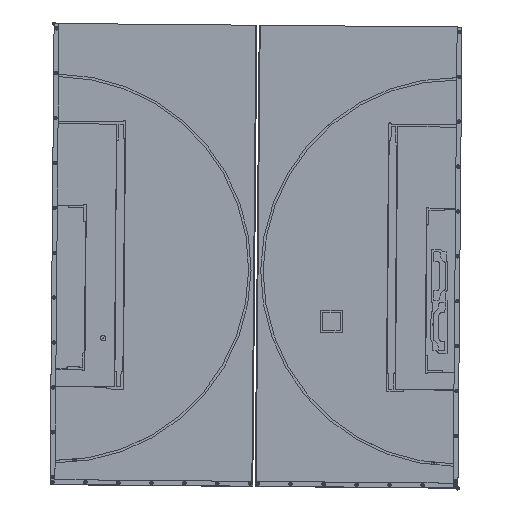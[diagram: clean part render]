
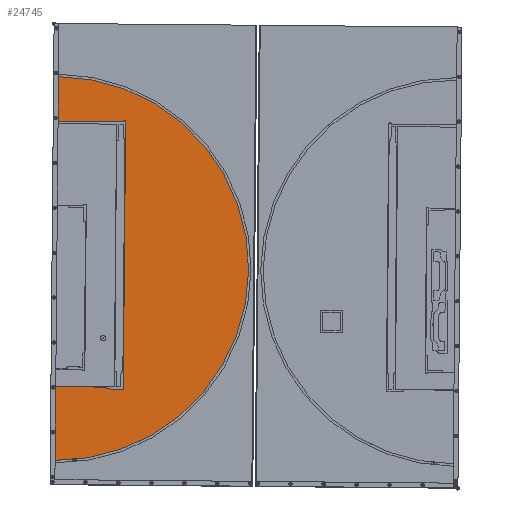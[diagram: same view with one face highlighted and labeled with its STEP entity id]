
A CAD part, top view. The second image highlights one B-rep face of the part: STEP entity #24745.
In plain terms, the highlighted planar face has unit normal (0, 0, 1).
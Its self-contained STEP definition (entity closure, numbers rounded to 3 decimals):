
#1711=LINE('',#43139,#3949);
#1714=LINE('',#43145,#3952);
#1718=LINE('',#43157,#3956);
#1722=LINE('',#43169,#3960);
#1726=LINE('',#43181,#3964);
#1729=LINE('',#43186,#3967);
#3949=VECTOR('',#32212,0.394);
#3952=VECTOR('',#32217,0.394);
#3956=VECTOR('',#32229,0.394);
#3960=VECTOR('',#32241,0.394);
#3964=VECTOR('',#32253,0.394);
#3967=VECTOR('',#32258,0.394);
#6885=FACE_OUTER_BOUND('',#8465,.T.);
#8465=EDGE_LOOP('',(#19473,#19474,#19475,#19476,#19477,#19478,#19479,#19480,
#19481,#19482));
#9885=CIRCLE('',#27291,39.75);
#9887=CIRCLE('',#27296,0.25);
#9889=CIRCLE('',#27300,0.25);
#9891=CIRCLE('',#27304,0.25);
#11471=VERTEX_POINT('',#43129);
#11472=VERTEX_POINT('',#43130);
#11475=VERTEX_POINT('',#43138);
#11477=VERTEX_POINT('',#43144);
#11479=VERTEX_POINT('',#43150);
#11481=VERTEX_POINT('',#43156);
#11483=VERTEX_POINT('',#43162);
#11485=VERTEX_POINT('',#43168);
#11487=VERTEX_POINT('',#43174);
#11489=VERTEX_POINT('',#43180);
#14345=EDGE_CURVE('',#11471,#11472,#9885,.T.);
#14349=EDGE_CURVE('',#11475,#11472,#1711,.T.);
#14352=EDGE_CURVE('',#11475,#11477,#1714,.T.);
#14355=EDGE_CURVE('',#11479,#11477,#9887,.T.);
#14358=EDGE_CURVE('',#11479,#11481,#1718,.T.);
#14361=EDGE_CURVE('',#11483,#11481,#9889,.T.);
#14364=EDGE_CURVE('',#11483,#11485,#1722,.T.);
#14367=EDGE_CURVE('',#11487,#11485,#9891,.T.);
#14370=EDGE_CURVE('',#11489,#11487,#1726,.T.);
#14373=EDGE_CURVE('',#11471,#11489,#1729,.T.);
#19473=ORIENTED_EDGE('',*,*,#14373,.F.);
#19474=ORIENTED_EDGE('',*,*,#14345,.T.);
#19475=ORIENTED_EDGE('',*,*,#14349,.F.);
#19476=ORIENTED_EDGE('',*,*,#14352,.T.);
#19477=ORIENTED_EDGE('',*,*,#14355,.F.);
#19478=ORIENTED_EDGE('',*,*,#14358,.T.);
#19479=ORIENTED_EDGE('',*,*,#14361,.F.);
#19480=ORIENTED_EDGE('',*,*,#14364,.T.);
#19481=ORIENTED_EDGE('',*,*,#14367,.F.);
#19482=ORIENTED_EDGE('',*,*,#14370,.F.);
#23708=PLANE('',#27308);
#24745=ADVANCED_FACE('',(#6885),#23708,.T.);
#27291=AXIS2_PLACEMENT_3D('',#43131,#32204,#32205);
#27296=AXIS2_PLACEMENT_3D('',#43151,#32222,#32223);
#27300=AXIS2_PLACEMENT_3D('',#43163,#32234,#32235);
#27304=AXIS2_PLACEMENT_3D('',#43175,#32246,#32247);
#27308=AXIS2_PLACEMENT_3D('',#43188,#32260,#32261);
#32204=DIRECTION('center_axis',(0.,0.,
1.));
#32205=DIRECTION('ref_axis',(-0.009,-1.,0.));
#32212=DIRECTION('',(0.009,1.,0.));
#32217=DIRECTION('',(1.,-0.009,0.));
#32222=DIRECTION('center_axis',(0.,0.,
1.));
#32223=DIRECTION('ref_axis',(1.,-0.009,0.));
#32229=DIRECTION('',(-0.009,-1.,0.));
#32234=DIRECTION('center_axis',(0.,0.,
1.));
#32235=DIRECTION('ref_axis',(-0.009,-1.,0.));
#32241=DIRECTION('',(-1.,0.009,0.));
#32246=DIRECTION('center_axis',(0.,0.,
1.));
#32247=DIRECTION('ref_axis',(0.009,1.,0.));
#32253=DIRECTION('',(1.,-0.009,0.));
#32258=DIRECTION('',(0.009,1.,0.));
#32260=DIRECTION('center_axis',(0.,0.,
1.));
#32261=DIRECTION('ref_axis',(-1.,0.009,0.));
#43129=CARTESIAN_POINT('',(41.629,41.016,21.704));
#43130=CARTESIAN_POINT('',(42.329,120.513,21.704));
#43131=CARTESIAN_POINT('Origin',(41.979,80.765,21.704));
#43138=CARTESIAN_POINT('',(42.248,111.263,21.704));
#43139=CARTESIAN_POINT('',(41.594,37.016,21.704));
#43144=CARTESIAN_POINT('',(55.747,111.144,21.704));
#43145=CARTESIAN_POINT('',(42.248,111.263,21.704));
#43150=CARTESIAN_POINT('',(56.247,111.14,21.704));
#43151=CARTESIAN_POINT('Origin',(55.997,111.142,21.704));
#43156=CARTESIAN_POINT('',(55.764,56.238,21.704));
#43157=CARTESIAN_POINT('',(56.247,111.14,21.704));
#43162=CARTESIAN_POINT('',(55.641,55.768,21.704));
#43163=CARTESIAN_POINT('Origin',(55.643,56.018,21.704));
#43168=CARTESIAN_POINT('',(52.441,55.796,21.704));
#43169=CARTESIAN_POINT('',(55.641,55.768,21.704));
#43174=CARTESIAN_POINT('',(52.232,56.18,21.704));
#43175=CARTESIAN_POINT('Origin',(52.444,56.046,21.704));
#43180=CARTESIAN_POINT('',(41.763,56.272,21.704));
#43181=CARTESIAN_POINT('',(41.763,56.272,21.704));
#43186=CARTESIAN_POINT('',(41.594,37.016,21.704));
#43188=CARTESIAN_POINT('Origin',(61.853,80.589,21.704));
